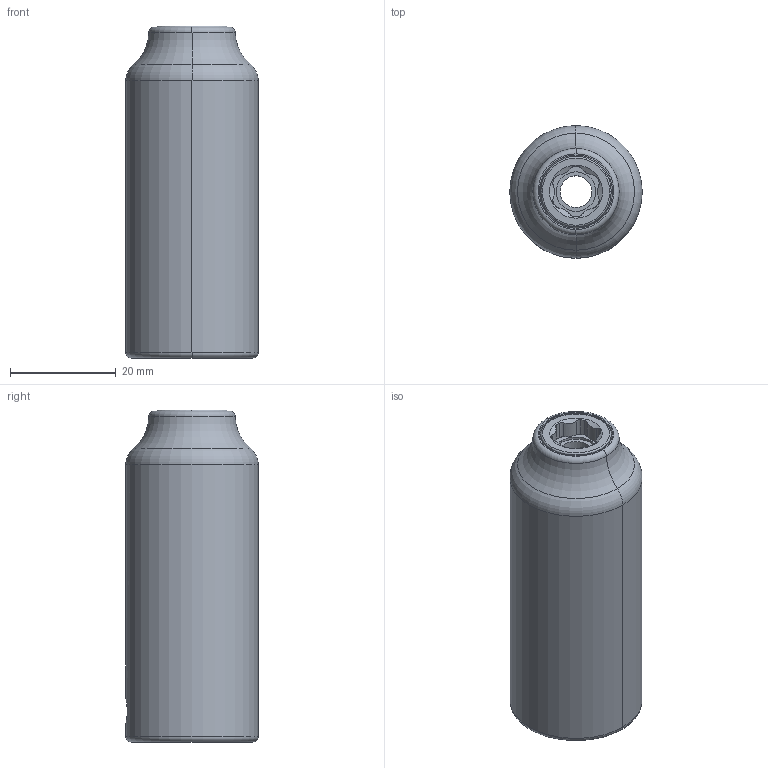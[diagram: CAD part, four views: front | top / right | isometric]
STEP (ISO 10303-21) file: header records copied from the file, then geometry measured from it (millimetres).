
FILE_DESCRIPTION((''),'2;1');
FILE_NAME('4027129408_ASM','2023-08-22T16:30:47',('A00565553'),(''),'CREO PARAMETRIC BY PTC INC, 2022414','CREO PARAMETRIC BY PTC INC, 2022414','');
FILE_SCHEMA(('CONFIG_CONTROL_DESIGN','GEOMETRIC_VALIDATION_PROPERTIES_MIM'));
Length unit declared in the file: millimetre
Products named in the file (8): 4027031422_AF0; 4027031423_AF0; 4027031476_AF0; 4027907728; 4027031479_AF0; 2114000659_AF0; 2114000659_AF1; 4027129408_ASM
Assembly tree (7 placements, depth 2):
  4027129408_ASM
    4027031422_AF0
    4027031423_AF0
    4027031476_AF0
    4027907728
    4027031479_AF0
    2114000659_AF0
    2114000659_AF1
Bounding box: 25 x 25 x 62.7 mm (x, y, z)
Volume: 10857.3 mm3; surface area: 20367.4 mm2
Topology: 4 solids, 9 shells, 236 faces, 642 edges, 414 vertices
Faces by surface type: cylinder 120, plane 64, torus 38, cone 14
Entity records: 11028 total; most frequent: CARTESIAN_POINT 2020, DIRECTION 1354, ORIENTED_EDGE 1220, PRESENTATION_STYLE_ASSIGNMENT 735, STYLED_ITEM 650, CURVE_STYLE 642, EDGE_CURVE 642, AXIS2_PLACEMENT_3D 567
